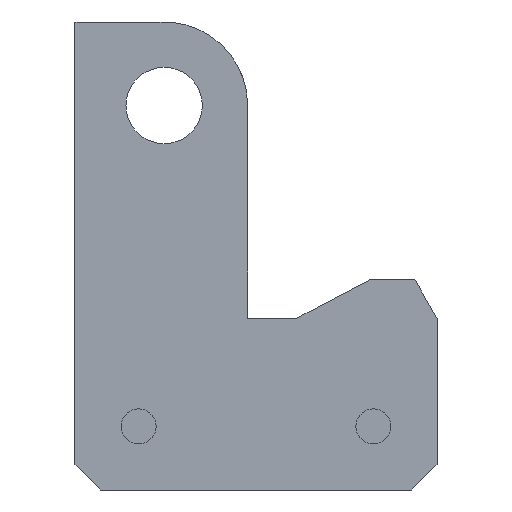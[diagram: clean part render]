
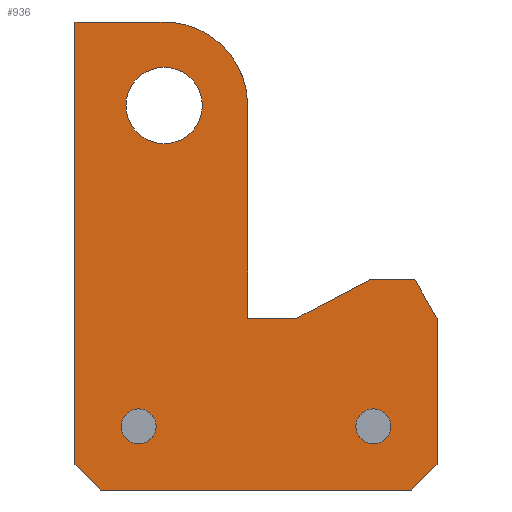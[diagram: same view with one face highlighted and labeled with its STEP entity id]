
A CAD part, front view. The second image highlights one B-rep face of the part: STEP entity #936.
In plain terms, the highlighted planar face has unit normal (0, -1, 0).
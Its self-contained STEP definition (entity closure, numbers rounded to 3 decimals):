
#15=FACE_BOUND('',#134,.T.);
#16=FACE_BOUND('',#135,.T.);
#17=FACE_BOUND('',#136,.T.);
#38=PLANE('',#1009);
#84=FACE_OUTER_BOUND('',#133,.T.);
#133=EDGE_LOOP('',(#707,#708,#709,#710,#711,#712,#713,#714,#715,#716,#717,
#718));
#134=EDGE_LOOP('',(#719));
#135=EDGE_LOOP('',(#720,#721));
#136=EDGE_LOOP('',(#722,#723));
#204=LINE('',#1404,#302);
#212=LINE('',#1421,#310);
#217=LINE('',#1431,#315);
#225=LINE('',#1447,#323);
#226=LINE('',#1449,#324);
#227=LINE('',#1453,#325);
#228=LINE('',#1455,#326);
#229=LINE('',#1457,#327);
#230=LINE('',#1459,#328);
#231=LINE('',#1461,#329);
#232=LINE('',#1462,#330);
#302=VECTOR('',#1123,10.);
#310=VECTOR('',#1135,10.);
#315=VECTOR('',#1144,10.);
#323=VECTOR('',#1158,10.);
#324=VECTOR('',#1159,10.);
#325=VECTOR('',#1162,10.);
#326=VECTOR('',#1163,10.);
#327=VECTOR('',#1164,10.);
#328=VECTOR('',#1165,10.);
#329=VECTOR('',#1166,10.);
#330=VECTOR('',#1167,10.);
#391=CIRCLE('',#1010,13.125);
#392=CIRCLE('',#1011,6.);
#393=CIRCLE('',#1012,2.75);
#394=CIRCLE('',#1013,2.75);
#395=CIRCLE('',#1014,2.75);
#396=CIRCLE('',#1015,2.75);
#438=VERTEX_POINT('',#1400);
#440=VERTEX_POINT('',#1403);
#446=VERTEX_POINT('',#1418);
#447=VERTEX_POINT('',#1420);
#450=VERTEX_POINT('',#1430);
#456=VERTEX_POINT('',#1448);
#457=VERTEX_POINT('',#1450);
#458=VERTEX_POINT('',#1452);
#459=VERTEX_POINT('',#1454);
#460=VERTEX_POINT('',#1456);
#461=VERTEX_POINT('',#1458);
#462=VERTEX_POINT('',#1460);
#463=VERTEX_POINT('',#1463);
#464=VERTEX_POINT('',#1465);
#465=VERTEX_POINT('',#1466);
#466=VERTEX_POINT('',#1469);
#467=VERTEX_POINT('',#1470);
#535=EDGE_CURVE('',#440,#438,#204,.T.);
#543=EDGE_CURVE('',#447,#446,#212,.T.);
#548=EDGE_CURVE('',#450,#447,#217,.T.);
#557=EDGE_CURVE('',#450,#438,#225,.T.);
#558=EDGE_CURVE('',#456,#446,#226,.T.);
#559=EDGE_CURVE('',#456,#457,#391,.T.);
#560=EDGE_CURVE('',#458,#457,#227,.T.);
#561=EDGE_CURVE('',#458,#459,#228,.T.);
#562=EDGE_CURVE('',#460,#459,#229,.T.);
#563=EDGE_CURVE('',#460,#461,#230,.T.);
#564=EDGE_CURVE('',#462,#461,#231,.T.);
#565=EDGE_CURVE('',#462,#440,#232,.T.);
#566=EDGE_CURVE('',#463,#463,#392,.T.);
#567=EDGE_CURVE('',#464,#465,#393,.T.);
#568=EDGE_CURVE('',#465,#464,#394,.T.);
#569=EDGE_CURVE('',#466,#467,#395,.T.);
#570=EDGE_CURVE('',#467,#466,#396,.T.);
#707=ORIENTED_EDGE('',*,*,#535,.T.);
#708=ORIENTED_EDGE('',*,*,#557,.F.);
#709=ORIENTED_EDGE('',*,*,#548,.T.);
#710=ORIENTED_EDGE('',*,*,#543,.T.);
#711=ORIENTED_EDGE('',*,*,#558,.F.);
#712=ORIENTED_EDGE('',*,*,#559,.T.);
#713=ORIENTED_EDGE('',*,*,#560,.F.);
#714=ORIENTED_EDGE('',*,*,#561,.T.);
#715=ORIENTED_EDGE('',*,*,#562,.F.);
#716=ORIENTED_EDGE('',*,*,#563,.T.);
#717=ORIENTED_EDGE('',*,*,#564,.F.);
#718=ORIENTED_EDGE('',*,*,#565,.T.);
#719=ORIENTED_EDGE('',*,*,#566,.T.);
#720=ORIENTED_EDGE('',*,*,#567,.T.);
#721=ORIENTED_EDGE('',*,*,#568,.T.);
#722=ORIENTED_EDGE('',*,*,#569,.T.);
#723=ORIENTED_EDGE('',*,*,#570,.T.);
#936=ADVANCED_FACE('',(#84,#15,#16,#17),#38,.T.);
#1009=AXIS2_PLACEMENT_3D('',#1446,#1156,#1157);
#1010=AXIS2_PLACEMENT_3D('',#1451,#1160,#1161);
#1011=AXIS2_PLACEMENT_3D('',#1464,#1168,#1169);
#1012=AXIS2_PLACEMENT_3D('',#1467,#1170,#1171);
#1013=AXIS2_PLACEMENT_3D('',#1468,#1172,#1173);
#1014=AXIS2_PLACEMENT_3D('',#1471,#1174,#1175);
#1015=AXIS2_PLACEMENT_3D('',#1472,#1176,#1177);
#1123=DIRECTION('',(-0.5,0.,0.866));
#1135=DIRECTION('',(-1.,0.,0.));
#1144=DIRECTION('',(-0.885,0.,-0.466));
#1156=DIRECTION('center_axis',(0.,-1.,0.));
#1157=DIRECTION('ref_axis',(0.,0.,-1.));
#1158=DIRECTION('',(1.,0.,0.));
#1159=DIRECTION('',(0.,0.,-1.));
#1160=DIRECTION('center_axis',(0.,-1.,0.));
#1161=DIRECTION('ref_axis',(1.,0.,0.));
#1162=DIRECTION('',(1.,0.,0.));
#1163=DIRECTION('',(0.,0.,-1.));
#1164=DIRECTION('',(-0.707,0.,0.707));
#1165=DIRECTION('',(1.,0.,0.));
#1166=DIRECTION('',(-0.707,0.,-0.707));
#1167=DIRECTION('',(0.,0.,1.));
#1168=DIRECTION('center_axis',(0.,1.,0.));
#1169=DIRECTION('ref_axis',(1.,0.,0.));
#1170=DIRECTION('center_axis',(0.,1.,0.));
#1171=DIRECTION('ref_axis',(0.,0.,-1.));
#1172=DIRECTION('center_axis',(0.,1.,0.));
#1173=DIRECTION('ref_axis',(0.,0.,-1.));
#1174=DIRECTION('center_axis',(0.,1.,0.));
#1175=DIRECTION('ref_axis',(0.,0.,-1.));
#1176=DIRECTION('center_axis',(0.,1.,0.));
#1177=DIRECTION('ref_axis',(0.,0.,-1.));
#1400=CARTESIAN_POINT('',(53.409,-14.,33.));
#1403=CARTESIAN_POINT('',(56.875,-14.,27.));
#1404=CARTESIAN_POINT('',(39.689,-14.,56.75));
#1418=CARTESIAN_POINT('',(27.125,-14.,27.));
#1420=CARTESIAN_POINT('',(34.869,-14.,27.));
#1421=CARTESIAN_POINT('',(17.434,-14.,27.));
#1430=CARTESIAN_POINT('',(46.25,-14.,33.));
#1431=CARTESIAN_POINT('',(36.508,-14.,27.864));
#1446=CARTESIAN_POINT('Origin',(0.,-14.,73.5));
#1447=CARTESIAN_POINT('',(27.125,-14.,33.));
#1448=CARTESIAN_POINT('',(27.125,-14.,60.4));
#1449=CARTESIAN_POINT('',(27.125,-14.,73.5));
#1450=CARTESIAN_POINT('',(13.19,-14.,73.5));
#1451=CARTESIAN_POINT('Origin',(14.,-14.,60.4));
#1452=CARTESIAN_POINT('',(0.,-14.,73.5));
#1453=CARTESIAN_POINT('',(0.,-14.,73.5));
#1454=CARTESIAN_POINT('',(0.,-14.,4.));
#1455=CARTESIAN_POINT('',(0.,-14.,73.5));
#1456=CARTESIAN_POINT('',(4.,-14.,0.));
#1457=CARTESIAN_POINT('',(-16.375,-14.,20.375));
#1458=CARTESIAN_POINT('',(52.875,-14.,0.));
#1459=CARTESIAN_POINT('',(0.,-14.,0.));
#1460=CARTESIAN_POINT('',(56.875,-14.,4.));
#1461=CARTESIAN_POINT('',(59.031,-14.,6.156));
#1462=CARTESIAN_POINT('',(56.875,-14.,23.));
#1463=CARTESIAN_POINT('',(8.,-14.,60.4));
#1464=CARTESIAN_POINT('Origin',(14.,-14.,60.4));
#1465=CARTESIAN_POINT('',(10.,-14.,7.25));
#1466=CARTESIAN_POINT('',(10.,-14.,12.75));
#1467=CARTESIAN_POINT('Origin',(10.,-14.,10.));
#1468=CARTESIAN_POINT('Origin',(10.,-14.,10.));
#1469=CARTESIAN_POINT('',(46.875,-14.,7.25));
#1470=CARTESIAN_POINT('',(46.875,-14.,12.75));
#1471=CARTESIAN_POINT('Origin',(46.875,-14.,10.));
#1472=CARTESIAN_POINT('Origin',(46.875,-14.,10.));
